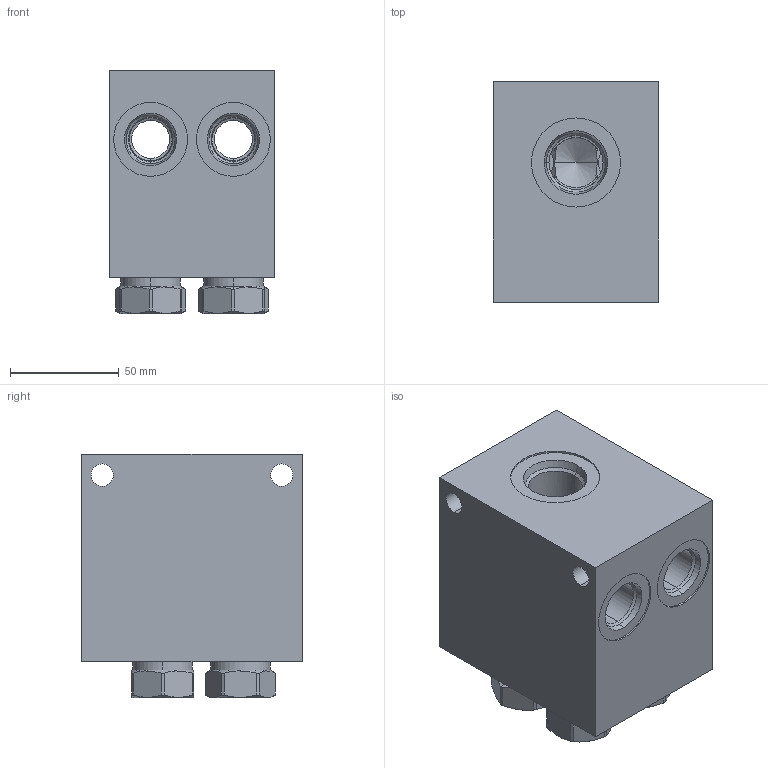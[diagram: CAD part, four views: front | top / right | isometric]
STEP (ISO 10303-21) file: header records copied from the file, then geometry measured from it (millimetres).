
FILE_DESCRIPTION((''),'2;1');
FILE_NAME('BPK_ASM','2022-02-23T',('ProEService'),(''),'PRO/ENGINEER BY PARAMETRIC TECHNOLOGY CORPORATION, 2014200','PRO/ENGINEER BY PARAMETRIC TECHNOLOGY CORPORATION, 2014200','');
FILE_SCHEMA(('CONFIG_CONTROL_DESIGN'));
Length unit declared in the file: inch
Products named in the file (4): 150-053-003; CXFAXAN; CXEDXAN; BPK_ASM
Assembly tree (5 placements, depth 2):
  BPK_ASM
    150-053-003
    CXFAXAN  x2
    CXEDXAN  x2
Bounding box: 76.2 x 101.6 x 111.91 mm (x, y, z)
Volume: 618822.5 mm3; surface area: 117871.9 mm2
Topology: 13 solids, 15 shells, 755 faces, 2111 edges, 1592 vertices
Faces by surface type: cylinder 328, cone 158, plane 139, torus 102, revolution 28
Entity records: 19627 total; most frequent: CARTESIAN_POINT 6342, DIRECTION 2881, ORIENTED_EDGE 2254, EDGE_CURVE 1127, AXIS2_PLACEMENT_3D 1059, VECTOR 749, LINE 749, VERTEX_POINT 685
